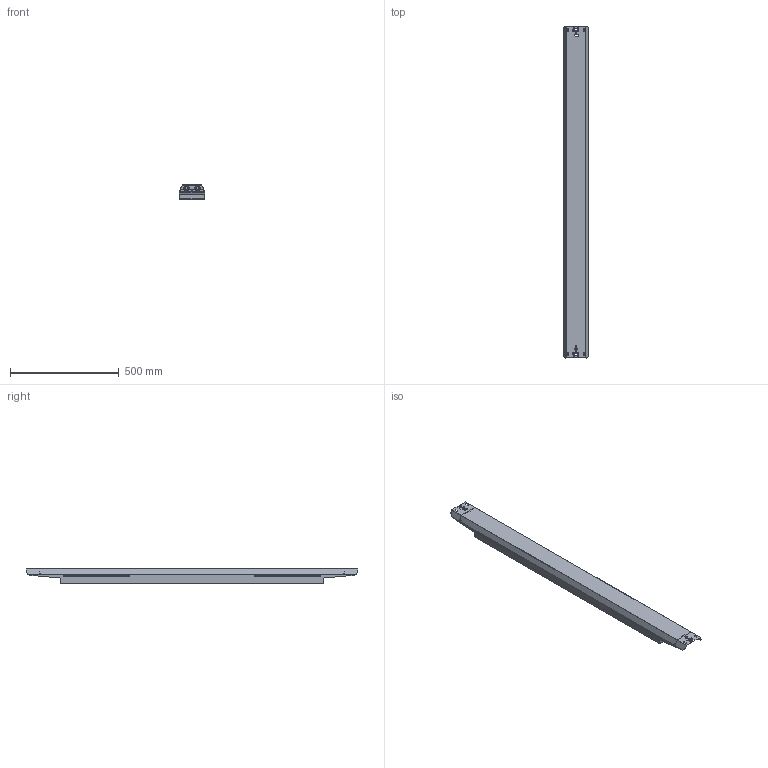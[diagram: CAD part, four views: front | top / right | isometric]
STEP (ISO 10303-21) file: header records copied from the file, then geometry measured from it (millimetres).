
FILE_DESCRIPTION (( 'STEP AP214' ), '1' );
FILE_NAME ('LB_FLEX_1500.STEP', '2022-12-07T09:17:46', ( '' ), ( '' ), 'SwSTEP 2.0', 'SolidWorks 2020', '' );
FILE_SCHEMA (( 'AUTOMOTIVE_DESIGN' ));
Length unit declared in the file: millimetre
Products named in the file (1): LB_FLEX_1500
Bounding box: 115 x 1527 x 65 mm (x, y, z)
Volume: 458157.2 mm3; surface area: 1407157.3 mm2
Topology: 13 solids, 13 shells, 1108 faces, 2558 edges, 1508 vertices
Faces by surface type: plane 550, cylinder 386, torus 108, sphere 32, bspline 16, cone 16
Entity records: 31664 total; most frequent: CARTESIAN_POINT 5839, DIRECTION 5676, ORIENTED_EDGE 5116, EDGE_CURVE 2558, AXIS2_PLACEMENT_3D 2057, VECTOR 1562, LINE 1562, VERTEX_POINT 1508
